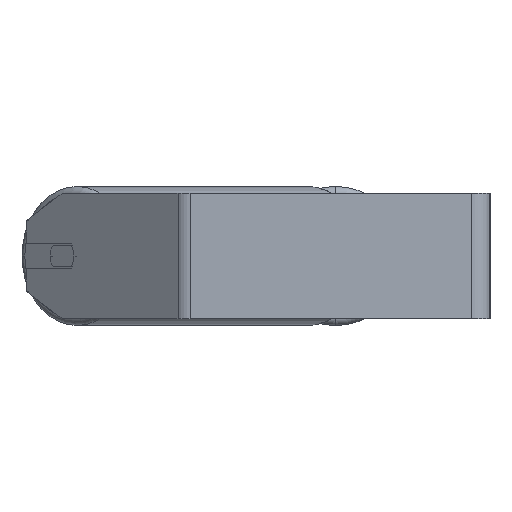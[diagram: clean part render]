
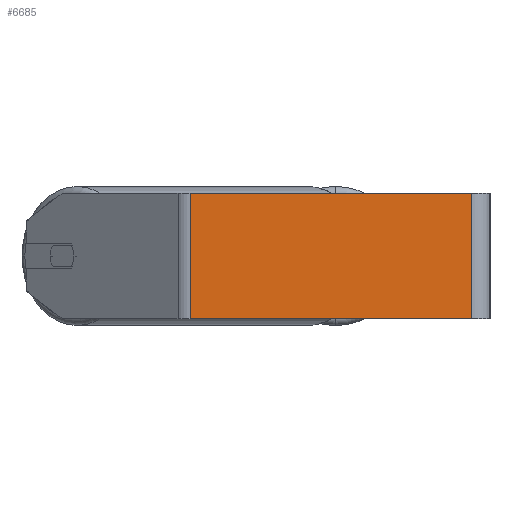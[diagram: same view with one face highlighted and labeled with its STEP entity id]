
A CAD part, left-side view. The second image highlights one B-rep face of the part: STEP entity #6685.
In plain terms, the highlighted planar face has unit normal (-1, 0, 0).
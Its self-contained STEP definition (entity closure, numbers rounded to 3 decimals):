
#16 = EDGE_LOOP ( 'NONE', ( #8417, #3060, #5632, #4426 ) ) ;
#181 = VECTOR ( 'NONE', #1574, 1000. ) ;
#291 = DIRECTION ( 'NONE',  ( 0., -1., 0. ) ) ;
#360 = DIRECTION ( 'NONE',  ( 0., 0., -1. ) ) ;
#1492 = CARTESIAN_POINT ( 'NONE',  ( -415., 196.323, -40. ) ) ;
#1574 = DIRECTION ( 'NONE',  ( 0., -1., 0. ) ) ;
#1663 = CARTESIAN_POINT ( 'NONE',  ( -415., 196.323, 40. ) ) ;
#1727 = PLANE ( 'NONE',  #6358 ) ;
#2216 = LINE ( 'NONE', #6203, #5642 ) ;
#2344 = FACE_OUTER_BOUND ( 'NONE', #16, .T. ) ;
#2625 = EDGE_CURVE ( 'NONE', #5520, #5902, #3472, .T. ) ;
#2707 = EDGE_CURVE ( 'NONE', #4076, #8384, #6355, .T. ) ;
#3060 = ORIENTED_EDGE ( 'NONE', *, *, #4564, .F. ) ;
#3216 = EDGE_CURVE ( 'NONE', #5520, #4076, #4515, .T. ) ;
#3429 = VECTOR ( 'NONE', #6438, 1000. ) ;
#3472 = LINE ( 'NONE', #1663, #181 ) ;
#3536 = DIRECTION ( 'NONE',  ( 0., 0., -1. ) ) ;
#3844 = VECTOR ( 'NONE', #291, 1000. ) ;
#4076 = VERTEX_POINT ( 'NONE', #5290 ) ;
#4426 = ORIENTED_EDGE ( 'NONE', *, *, #3216, .T. ) ;
#4515 = LINE ( 'NONE', #5725, #3429 ) ;
#4564 = EDGE_CURVE ( 'NONE', #5902, #8384, #2216, .T. ) ;
#4806 = CARTESIAN_POINT ( 'NONE',  ( -415., 12., 40. ) ) ;
#5064 = CARTESIAN_POINT ( 'NONE',  ( -415., 12., -40. ) ) ;
#5290 = CARTESIAN_POINT ( 'NONE',  ( -415., 191.956, -40. ) ) ;
#5520 = VERTEX_POINT ( 'NONE', #5959 ) ;
#5632 = ORIENTED_EDGE ( 'NONE', *, *, #2625, .F. ) ;
#5642 = VECTOR ( 'NONE', #3536, 1000. ) ;
#5725 = CARTESIAN_POINT ( 'NONE',  ( -415., 191.956, 40. ) ) ;
#5798 = DIRECTION ( 'NONE',  ( 1., 0., 0. ) ) ;
#5902 = VERTEX_POINT ( 'NONE', #4806 ) ;
#5959 = CARTESIAN_POINT ( 'NONE',  ( -415., 191.956, 40. ) ) ;
#6203 = CARTESIAN_POINT ( 'NONE',  ( -415., 12., 40. ) ) ;
#6355 = LINE ( 'NONE', #1492, #3844 ) ;
#6358 = AXIS2_PLACEMENT_3D ( 'NONE', #7124, #5798, #360 ) ;
#6438 = DIRECTION ( 'NONE',  ( 0., 0., -1. ) ) ;
#6685 = ADVANCED_FACE ( 'NONE', ( #2344 ), #1727, .F. ) ;
#7124 = CARTESIAN_POINT ( 'NONE',  ( -415., 196.323, 40. ) ) ;
#8384 = VERTEX_POINT ( 'NONE', #5064 ) ;
#8417 = ORIENTED_EDGE ( 'NONE', *, *, #2707, .T. ) ;
